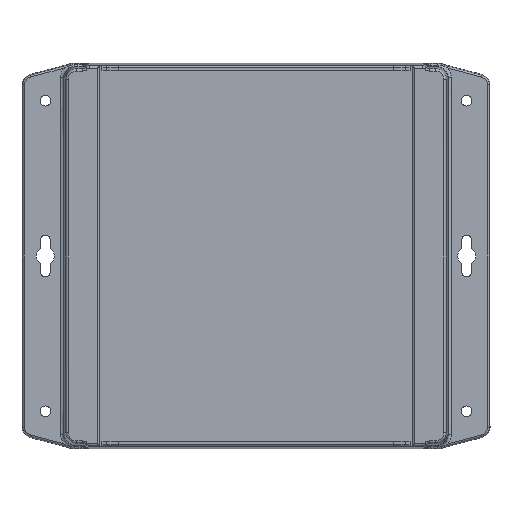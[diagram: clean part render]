
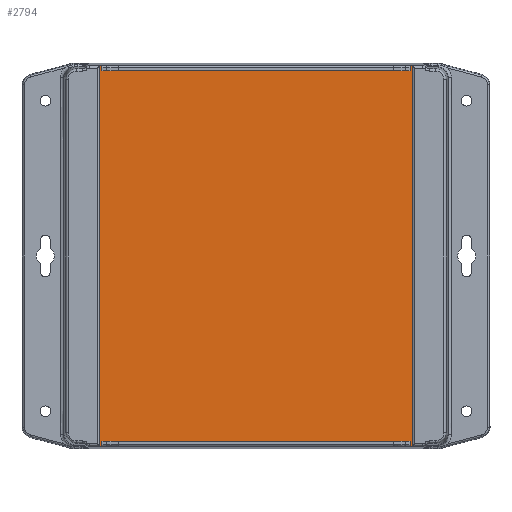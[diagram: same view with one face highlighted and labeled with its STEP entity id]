
A CAD part, front view. The second image highlights one B-rep face of the part: STEP entity #2794.
In plain terms, the highlighted face is planar.
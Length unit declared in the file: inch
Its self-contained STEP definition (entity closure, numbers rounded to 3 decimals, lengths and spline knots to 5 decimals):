
#309 = LINE ( 'NONE', #8628, #41086 ) ;
#750 = EDGE_CURVE ( 'NONE', #21414, #1252, #52489, .T. ) ;
#1252 = VERTEX_POINT ( 'NONE', #5260 ) ;
#1930 = EDGE_CURVE ( 'NONE', #30135, #31799, #26220, .T. ) ;
#2044 = DIRECTION ( 'NONE',  ( -1., 0., 0. ) ) ;
#2515 = LINE ( 'NONE', #39979, #14646 ) ;
#2794 = ADVANCED_FACE ( 'NONE', ( #15439 ), #45158, .F. ) ;
#3897 = DIRECTION ( 'NONE',  ( 1., 0., 0. ) ) ;
#4068 = ORIENTED_EDGE ( 'NONE', *, *, #19432, .F. ) ;
#4074 = CARTESIAN_POINT ( 'NONE',  ( 3.54331, 0.79528, 3.51947 ) ) ;
#4417 = VERTEX_POINT ( 'NONE', #46841 ) ;
#5226 = ORIENTED_EDGE ( 'NONE', *, *, #29592, .F. ) ;
#5260 = CARTESIAN_POINT ( 'NONE',  ( -2.8937, 0.79528, 3.51947 ) ) ;
#5501 = AXIS2_PLACEMENT_3D ( 'NONE', #19574, #54281, #19841 ) ;
#7668 = VECTOR ( 'NONE', #43296, 39.37008 ) ;
#8628 = CARTESIAN_POINT ( 'NONE',  ( 2.85433, 0.79528, 0. ) ) ;
#10329 = LINE ( 'NONE', #34859, #43034 ) ;
#10346 = CARTESIAN_POINT ( 'NONE',  ( 3.54331, 0.79528, 3.51947 ) ) ;
#10930 = EDGE_LOOP ( 'NONE', ( #37751, #29593, #51113, #46756, #4068, #5226, #43424, #26588, #26832, #52107, #37955, #28951 ) ) ;
#12234 = CARTESIAN_POINT ( 'NONE',  ( 2.85433, 0.79528, 3.4252 ) ) ;
#12542 = EDGE_CURVE ( 'NONE', #34111, #21414, #2515, .T. ) ;
#13205 = CARTESIAN_POINT ( 'NONE',  ( -2.85433, 0.79528, -3.51947 ) ) ;
#13260 = CARTESIAN_POINT ( 'NONE',  ( 2.8937, 0.79528, 0. ) ) ;
#13381 = VECTOR ( 'NONE', #2044, 39.37008 ) ;
#14646 = VECTOR ( 'NONE', #19068, 39.37008 ) ;
#15439 = FACE_OUTER_BOUND ( 'NONE', #10930, .T. ) ;
#16952 = LINE ( 'NONE', #33450, #26152 ) ;
#18052 = DIRECTION ( 'NONE',  ( 0., 0., 1. ) ) ;
#19068 = DIRECTION ( 'NONE',  ( 0., 0., 1. ) ) ;
#19145 = DIRECTION ( 'NONE',  ( 0., 0., -1. ) ) ;
#19344 = DIRECTION ( 'NONE',  ( 1., 0., 0. ) ) ;
#19432 = EDGE_CURVE ( 'NONE', #4417, #29438, #37232, .T. ) ;
#19492 = CARTESIAN_POINT ( 'NONE',  ( -2.8937, 0.79528, -3.51947 ) ) ;
#19561 = VECTOR ( 'NONE', #20879, 39.37008 ) ;
#19574 = CARTESIAN_POINT ( 'NONE',  ( 2.8937, 0.79528, 0. ) ) ;
#19841 = DIRECTION ( 'NONE',  ( 0., 0., -1. ) ) ;
#20151 = LINE ( 'NONE', #36956, #43588 ) ;
#20879 = DIRECTION ( 'NONE',  ( -1., 0., 0. ) ) ;
#21342 = EDGE_CURVE ( 'NONE', #51058, #52674, #20151, .T. ) ;
#21414 = VERTEX_POINT ( 'NONE', #30051 ) ;
#22235 = VERTEX_POINT ( 'NONE', #19492 ) ;
#22709 = LINE ( 'NONE', #4074, #19561 ) ;
#24604 = VERTEX_POINT ( 'NONE', #13205 ) ;
#24693 = CARTESIAN_POINT ( 'NONE',  ( 2.85433, 0.79528, -3.4252 ) ) ;
#24936 = DIRECTION ( 'NONE',  ( 0., 0., -1. ) ) ;
#25969 = DIRECTION ( 'NONE',  ( 0., 0., -1. ) ) ;
#26061 = LINE ( 'NONE', #26327, #46295 ) ;
#26152 = VECTOR ( 'NONE', #24936, 39.37008 ) ;
#26220 = LINE ( 'NONE', #13260, #33643 ) ;
#26327 = CARTESIAN_POINT ( 'NONE',  ( -3.54331, 0.79528, -3.51947 ) ) ;
#26588 = ORIENTED_EDGE ( 'NONE', *, *, #44016, .F. ) ;
#26832 = ORIENTED_EDGE ( 'NONE', *, *, #750, .F. ) ;
#27723 = CARTESIAN_POINT ( 'NONE',  ( 2.85433, 0.79528, 3.51947 ) ) ;
#28951 = ORIENTED_EDGE ( 'NONE', *, *, #21342, .F. ) ;
#29438 = VERTEX_POINT ( 'NONE', #24693 ) ;
#29592 = EDGE_CURVE ( 'NONE', #24604, #4417, #10329, .T. ) ;
#29593 = ORIENTED_EDGE ( 'NONE', *, *, #1930, .F. ) ;
#30051 = CARTESIAN_POINT ( 'NONE',  ( -2.85433, 0.79528, 3.51947 ) ) ;
#30058 = DIRECTION ( 'NONE',  ( 0., 0., 1. ) ) ;
#30135 = VERTEX_POINT ( 'NONE', #38401 ) ;
#31799 = VERTEX_POINT ( 'NONE', #36935 ) ;
#32408 = EDGE_CURVE ( 'NONE', #31799, #51058, #22709, .T. ) ;
#33450 = CARTESIAN_POINT ( 'NONE',  ( -2.8937, 0.79528, 0. ) ) ;
#33529 = VECTOR ( 'NONE', #43764, 39.37008 ) ;
#33643 = VECTOR ( 'NONE', #30058, 39.37008 ) ;
#33680 = LINE ( 'NONE', #51861, #7668 ) ;
#34111 = VERTEX_POINT ( 'NONE', #48151 ) ;
#34859 = CARTESIAN_POINT ( 'NONE',  ( -2.85433, 0.79528, 0. ) ) ;
#35776 = CARTESIAN_POINT ( 'NONE',  ( 2.8937, 0.79528, 3.4252 ) ) ;
#36935 = CARTESIAN_POINT ( 'NONE',  ( 2.8937, 0.79528, 3.51947 ) ) ;
#36956 = CARTESIAN_POINT ( 'NONE',  ( 2.85433, 0.79528, 0. ) ) ;
#37232 = LINE ( 'NONE', #54060, #53199 ) ;
#37751 = ORIENTED_EDGE ( 'NONE', *, *, #32408, .F. ) ;
#37955 = ORIENTED_EDGE ( 'NONE', *, *, #54373, .F. ) ;
#38103 = VERTEX_POINT ( 'NONE', #46908 ) ;
#38401 = CARTESIAN_POINT ( 'NONE',  ( 2.8937, 0.79528, -3.51947 ) ) ;
#39979 = CARTESIAN_POINT ( 'NONE',  ( -2.85433, 0.79528, 0. ) ) ;
#41086 = VECTOR ( 'NONE', #25969, 39.37008 ) ;
#43034 = VECTOR ( 'NONE', #18052, 39.37008 ) ;
#43296 = DIRECTION ( 'NONE',  ( 1., 0., 0. ) ) ;
#43424 = ORIENTED_EDGE ( 'NONE', *, *, #51934, .F. ) ;
#43588 = VECTOR ( 'NONE', #19145, 39.37008 ) ;
#43764 = DIRECTION ( 'NONE',  ( -1., 0., 0. ) ) ;
#44016 = EDGE_CURVE ( 'NONE', #1252, #22235, #16952, .T. ) ;
#44588 = LINE ( 'NONE', #35776, #33529 ) ;
#45158 = PLANE ( 'NONE',  #5501 ) ;
#46295 = VECTOR ( 'NONE', #19344, 39.37008 ) ;
#46756 = ORIENTED_EDGE ( 'NONE', *, *, #51844, .F. ) ;
#46841 = CARTESIAN_POINT ( 'NONE',  ( -2.85433, 0.79528, -3.4252 ) ) ;
#46908 = CARTESIAN_POINT ( 'NONE',  ( 2.85433, 0.79528, -3.51947 ) ) ;
#47565 = EDGE_CURVE ( 'NONE', #38103, #30135, #26061, .T. ) ;
#48151 = CARTESIAN_POINT ( 'NONE',  ( -2.85433, 0.79528, 3.4252 ) ) ;
#51058 = VERTEX_POINT ( 'NONE', #27723 ) ;
#51113 = ORIENTED_EDGE ( 'NONE', *, *, #47565, .F. ) ;
#51844 = EDGE_CURVE ( 'NONE', #29438, #38103, #309, .T. ) ;
#51861 = CARTESIAN_POINT ( 'NONE',  ( -3.54331, 0.79528, -3.51947 ) ) ;
#51934 = EDGE_CURVE ( 'NONE', #22235, #24604, #33680, .T. ) ;
#52107 = ORIENTED_EDGE ( 'NONE', *, *, #12542, .F. ) ;
#52489 = LINE ( 'NONE', #10346, #13381 ) ;
#52674 = VERTEX_POINT ( 'NONE', #12234 ) ;
#53199 = VECTOR ( 'NONE', #3897, 39.37008 ) ;
#54060 = CARTESIAN_POINT ( 'NONE',  ( 2.8937, 0.79528, -3.4252 ) ) ;
#54281 = DIRECTION ( 'NONE',  ( 0., -1., 0. ) ) ;
#54373 = EDGE_CURVE ( 'NONE', #52674, #34111, #44588, .T. ) ;
